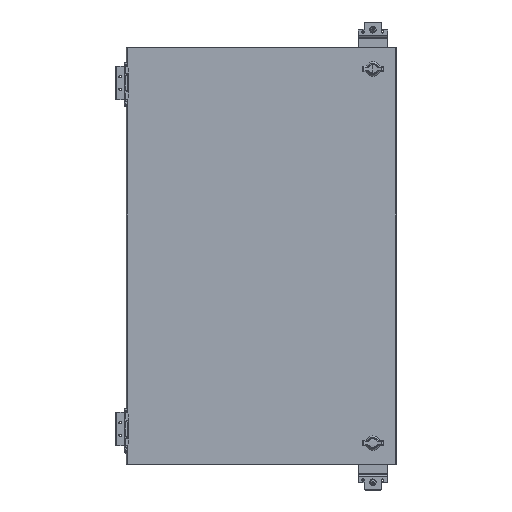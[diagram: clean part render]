
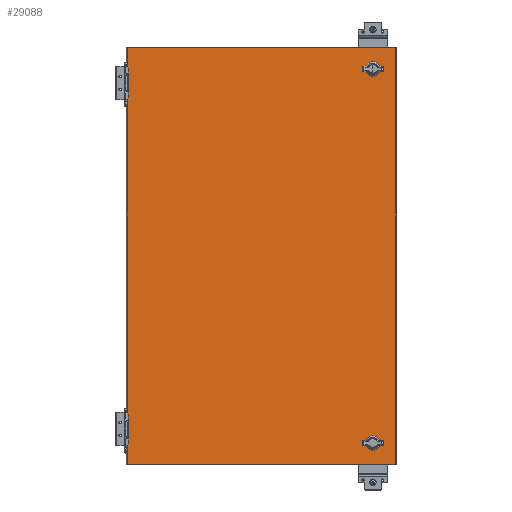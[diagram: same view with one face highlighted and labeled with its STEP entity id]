
A CAD part, top view. The second image highlights one B-rep face of the part: STEP entity #29088.
In plain terms, the highlighted planar face has unit normal (0, 0, 1).
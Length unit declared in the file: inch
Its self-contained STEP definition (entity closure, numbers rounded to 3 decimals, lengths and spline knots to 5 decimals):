
#132 = ORIENTED_EDGE ( 'NONE', *, *, #4203, .T. ) ;
#242 = CARTESIAN_POINT ( 'NONE',  ( 10.2765, -15.94, 0. ) ) ;
#1251 = ORIENTED_EDGE ( 'NONE', *, *, #32786, .T. ) ;
#1919 = LINE ( 'NONE', #27488, #41925 ) ;
#2020 = EDGE_CURVE ( 'NONE', #14008, #43370, #1919, .T. ) ;
#3020 = DIRECTION ( 'NONE',  ( 0., 1., 0. ) ) ;
#3185 = DIRECTION ( 'NONE',  ( -1., 0., 0. ) ) ;
#4203 = EDGE_CURVE ( 'NONE', #7983, #14008, #39205, .T. ) ;
#7631 = ORIENTED_EDGE ( 'NONE', *, *, #12477, .T. ) ;
#7983 = VERTEX_POINT ( 'NONE', #35278 ) ;
#12477 = EDGE_CURVE ( 'NONE', #43370, #20551, #13631, .T. ) ;
#13154 = DIRECTION ( 'NONE',  ( 1., 0., 0. ) ) ;
#13631 = LINE ( 'NONE', #42780, #19925 ) ;
#14008 = VERTEX_POINT ( 'NONE', #23080 ) ;
#14654 = CARTESIAN_POINT ( 'NONE',  ( 0., 0., 0. ) ) ;
#15441 = EDGE_LOOP ( 'NONE', ( #46604, #7631, #1251, #132 ) ) ;
#17006 = AXIS2_PLACEMENT_3D ( 'NONE', #14654, #43350, #3185 ) ;
#17218 = DIRECTION ( 'NONE',  ( 0., -1., 0. ) ) ;
#18687 = PLANE ( 'NONE',  #17006 ) ;
#19925 = VECTOR ( 'NONE', #13154, 39.37008 ) ;
#20551 = VERTEX_POINT ( 'NONE', #242 ) ;
#23080 = CARTESIAN_POINT ( 'NONE',  ( -10.2765, 15.94, 0. ) ) ;
#26007 = VECTOR ( 'NONE', #31771, 39.37008 ) ;
#27488 = CARTESIAN_POINT ( 'NONE',  ( -10.2765, 0., 0. ) ) ;
#28559 = LINE ( 'NONE', #32389, #46964 ) ;
#28727 = FACE_OUTER_BOUND ( 'NONE', #15441, .T. ) ;
#29088 = ADVANCED_FACE ( 'NONE', ( #28727 ), #18687, .F. ) ;
#30130 = CARTESIAN_POINT ( 'NONE',  ( -10.2765, -15.94, 0. ) ) ;
#31771 = DIRECTION ( 'NONE',  ( -1., 0., 0. ) ) ;
#32389 = CARTESIAN_POINT ( 'NONE',  ( 10.2765, 0., 0. ) ) ;
#32786 = EDGE_CURVE ( 'NONE', #20551, #7983, #28559, .T. ) ;
#35278 = CARTESIAN_POINT ( 'NONE',  ( 10.2765, 15.94, 0. ) ) ;
#39205 = LINE ( 'NONE', #45515, #26007 ) ;
#41925 = VECTOR ( 'NONE', #17218, 39.37008 ) ;
#42780 = CARTESIAN_POINT ( 'NONE',  ( 0., -15.94, 0. ) ) ;
#43350 = DIRECTION ( 'NONE',  ( 0., 0., -1. ) ) ;
#43370 = VERTEX_POINT ( 'NONE', #30130 ) ;
#45515 = CARTESIAN_POINT ( 'NONE',  ( 0., 15.94, 0. ) ) ;
#46604 = ORIENTED_EDGE ( 'NONE', *, *, #2020, .T. ) ;
#46964 = VECTOR ( 'NONE', #3020, 39.37008 ) ;
